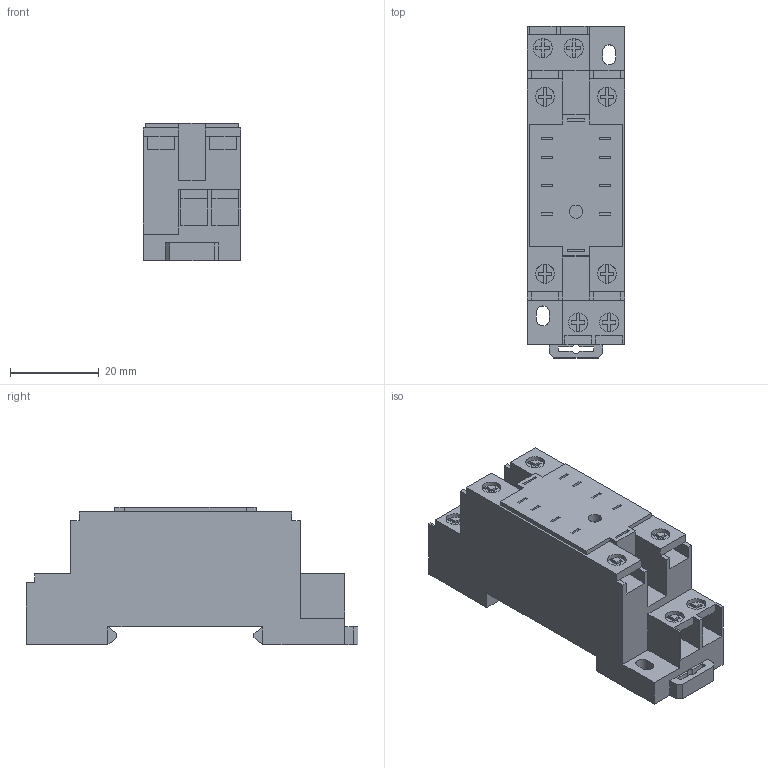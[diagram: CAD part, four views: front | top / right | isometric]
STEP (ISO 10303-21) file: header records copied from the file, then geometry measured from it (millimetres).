
FILE_DESCRIPTION (( 'STEP AP203' ), '1' );
FILE_NAME ('16.STEP', '2022-04-27T05:28:09', ( '' ), ( '' ), 'SwSTEP 2.0', 'SolidWorks 2017', '' );
FILE_SCHEMA (( 'CONFIG_CONTROL_DESIGN' ));
Length unit declared in the file: millimetre
Products named in the file (1): 16
Bounding box: 22 x 75 x 31 mm (x, y, z)
Volume: 34198.6 mm3; surface area: 10380.5 mm2
Topology: 1 solids, 1 shells, 351 faces, 920 edges, 589 vertices
Faces by surface type: plane 327, cylinder 24
Entity records: 10656 total; most frequent: CARTESIAN_POINT 1861, ORIENTED_EDGE 1840, DIRECTION 1721, EDGE_CURVE 920, LINE 823, VECTOR 823, VERTEX_POINT 589, AXIS2_PLACEMENT_3D 449
